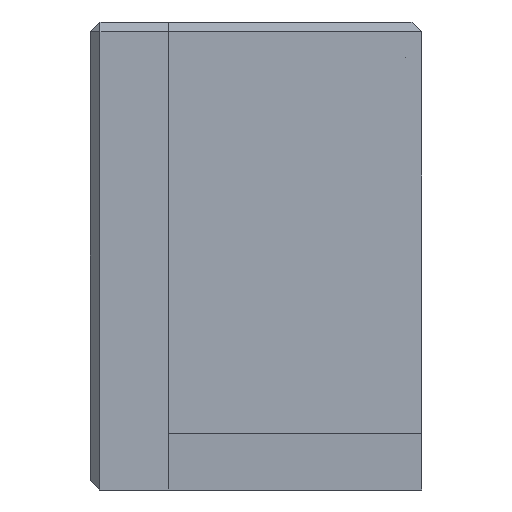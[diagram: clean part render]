
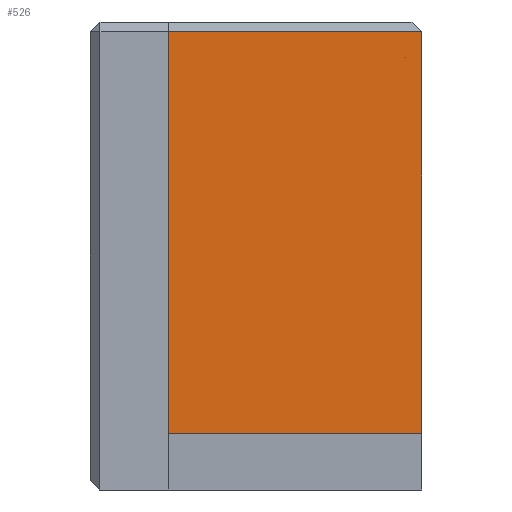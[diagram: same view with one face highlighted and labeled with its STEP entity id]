
A CAD part, left-side view. The second image highlights one B-rep face of the part: STEP entity #526.
In plain terms, the highlighted planar face has unit normal (-1, 0, 0).
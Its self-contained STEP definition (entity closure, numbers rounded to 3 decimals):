
#165 = VERTEX_POINT('',#166);
#166 = CARTESIAN_POINT('',(-22.5,9.,-21.2));
#172 = EDGE_CURVE('',#173,#165,#175,.T.);
#173 = VERTEX_POINT('',#174);
#174 = CARTESIAN_POINT('',(-22.5,9.,20.));
#175 = LINE('',#176,#177);
#176 = CARTESIAN_POINT('',(-22.5,9.,21.));
#177 = VECTOR('',#178,1.);
#178 = DIRECTION('',(0.,0.,-1.));
#284 = VERTEX_POINT('',#285);
#285 = CARTESIAN_POINT('',(-22.5,-17.,20.));
#291 = EDGE_CURVE('',#173,#284,#292,.T.);
#292 = LINE('',#293,#294);
#293 = CARTESIAN_POINT('',(-22.5,9.,20.));
#294 = VECTOR('',#295,1.);
#295 = DIRECTION('',(0.,-1.,0.));
#526 = ADVANCED_FACE('',(#527),#545,.T.);
#527 = FACE_BOUND('',#528,.T.);
#528 = EDGE_LOOP('',(#529,#530,#538,#544));
#529 = ORIENTED_EDGE('',*,*,#172,.T.);
#530 = ORIENTED_EDGE('',*,*,#531,.T.);
#531 = EDGE_CURVE('',#165,#532,#534,.T.);
#532 = VERTEX_POINT('',#533);
#533 = CARTESIAN_POINT('',(-22.5,-17.,-21.2));
#534 = LINE('',#535,#536);
#535 = CARTESIAN_POINT('',(-22.5,9.,-21.2));
#536 = VECTOR('',#537,1.);
#537 = DIRECTION('',(0.,-1.,0.));
#538 = ORIENTED_EDGE('',*,*,#539,.T.);
#539 = EDGE_CURVE('',#532,#284,#540,.T.);
#540 = LINE('',#541,#542);
#541 = CARTESIAN_POINT('',(-22.5,-17.,-27.));
#542 = VECTOR('',#543,1.);
#543 = DIRECTION('',(0.,0.,1.));
#544 = ORIENTED_EDGE('',*,*,#291,.F.);
#545 = PLANE('',#546);
#546 = AXIS2_PLACEMENT_3D('',#547,#548,#549);
#547 = CARTESIAN_POINT('',(-22.5,17.,-27.));
#548 = DIRECTION('',(-1.,0.,0.));
#549 = DIRECTION('',(0.,0.,1.));
